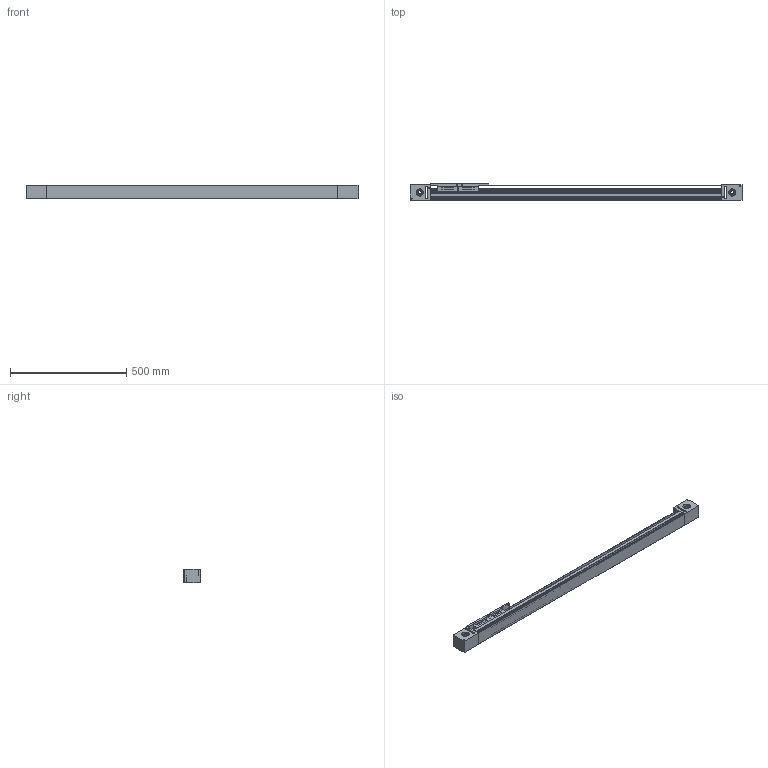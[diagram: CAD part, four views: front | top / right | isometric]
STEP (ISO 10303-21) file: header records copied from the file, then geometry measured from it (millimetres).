
FILE_DESCRIPTION(('STEP AP214'),'1');
FILE_NAME('lt2-tr-s20d-1000_0.stp','2023-04-24T12:54:28',('TraceParts'),('TraceParts S.A.'),'Spatial InterOp 3D',' ',' ');
FILE_SCHEMA(('AUTOMOTIVE_DESIGN { 1 0 10303 214 1 1 1 1 }'));
Length unit declared in the file: millimetre
Products named in the file (1): lt2-tr-s20d-1000_0_1
Bounding box: 1425 x 70 x 60 mm (x, y, z)
Volume: 3136388.1 mm3; surface area: 567494.3 mm2
Topology: 2 solids, 2 shells, 365 faces, 989 edges, 642 vertices
Faces by surface type: plane 204, cylinder 127, cone 34
Entity records: 14473 total; most frequent: DIRECTION 2025, CARTESIAN_POINT 1990, ORIENTED_EDGE 1962, EDGE_CURVE 981, AXIS2_PLACEMENT_3D 677, LINE 671, VECTOR 671, VERTEX_POINT 642
